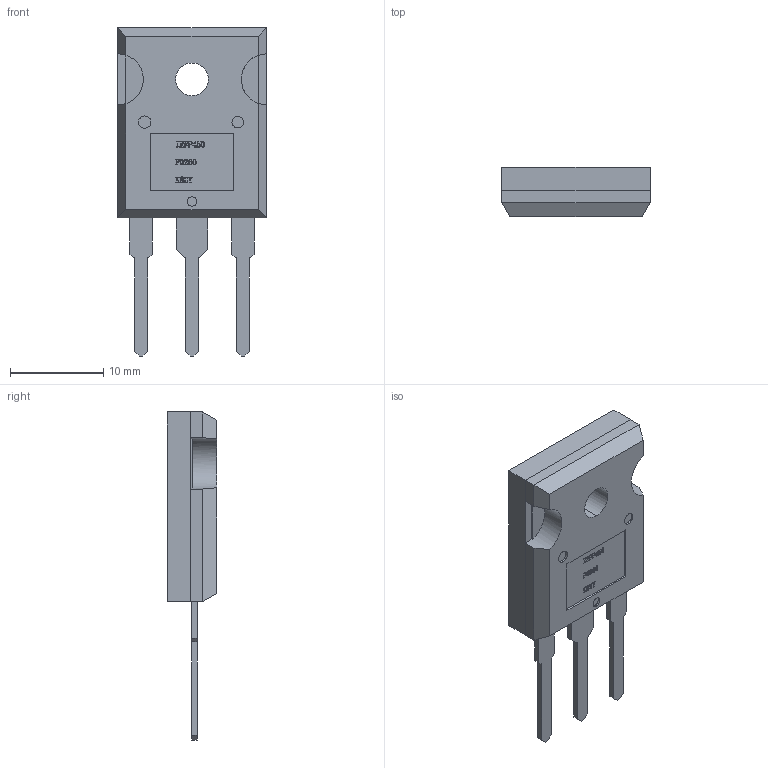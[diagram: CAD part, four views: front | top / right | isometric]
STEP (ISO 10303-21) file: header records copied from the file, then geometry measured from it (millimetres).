
FILE_DESCRIPTION (( 'STEP AP214' ), '1' );
FILE_NAME ('TO-247AC-3_L15.6-W5.0-P5.46-L.STEP', '2022-01-06T02:57:37', ( '' ), ( '' ), 'SwSTEP 2.0', 'SolidWorks 2020', '' );
FILE_SCHEMA (( 'AUTOMOTIVE_DESIGN' ));
Length unit declared in the file: millimetre
Products named in the file (1): TO-247AC-3_L15.6-W5.0-P5.46-L
Bounding box: 15.9 x 5.3 x 35.1 mm (x, y, z)
Volume: 1593.6 mm3; surface area: 2160.2 mm2
Topology: 8 solids, 8 shells, 503 faces, 1340 edges, 892 vertices
Faces by surface type: plane 333, bspline 152, cylinder 18
Entity records: 24348 total; most frequent: CARTESIAN_POINT 11492, ORIENTED_EDGE 2680, DIRECTION 1772, EDGE_CURVE 1340, LINE 996, VECTOR 996, VERTEX_POINT 892, EDGE_LOOP 548
